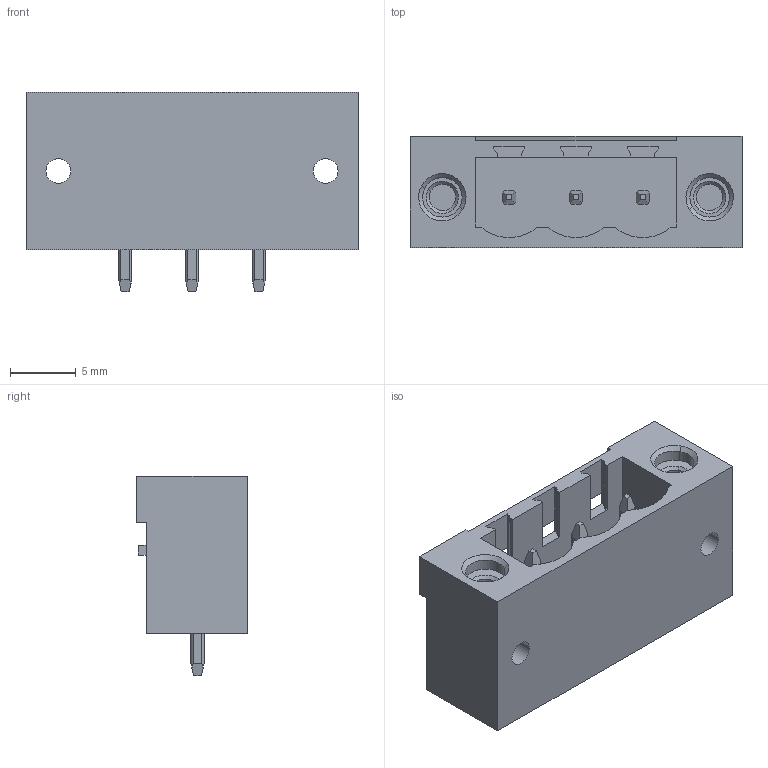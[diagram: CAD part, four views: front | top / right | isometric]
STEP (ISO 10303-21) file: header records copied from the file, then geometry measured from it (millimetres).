
FILE_DESCRIPTION(('CATIA V5 STEP Exchange','CAx-IF Rec.Pracs.--- Model Styling and Organization---1.2---2011-12-15'),'2;1');
FILE_NAME ('D1449025_0', '2018-10-27T02:52:06+00:00', ('none'), ('Weidmueller'), 'CATIA Version 5-6 Release 2014', 'CATIA V5 STEP AP214', 'none');
FILE_SCHEMA(('AUTOMOTIVE_DESIGN { 1 0 10303 214 1 1 1 1 }'));
Length unit declared in the file: millimetre
Products named in the file (1): 1147170000
Bounding box: 25.24 x 8.43 x 15.2 mm (x, y, z)
Volume: 1286.2 mm3; surface area: 2324.6 mm2
Topology: 6 solids, 6 shells, 221 faces, 617 edges, 406 vertices
Faces by surface type: plane 156, cylinder 49, cone 16
Entity records: 6647 total; most frequent: CARTESIAN_POINT 1337, ORIENTED_EDGE 1234, DIRECTION 835, EDGE_CURVE 617, VECTOR 455, LINE 455, VERTEX_POINT 406, EDGE_LOOP 247
